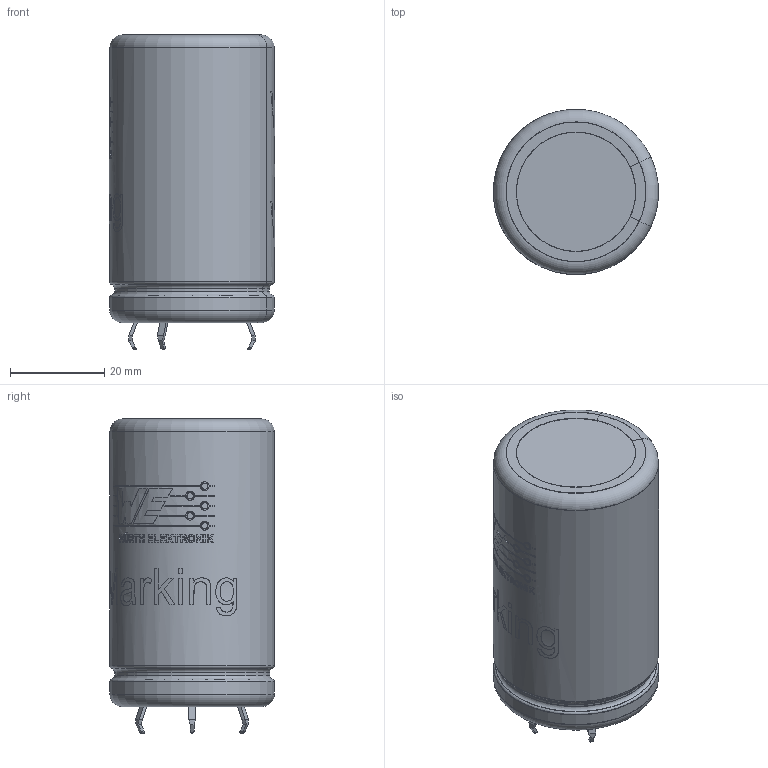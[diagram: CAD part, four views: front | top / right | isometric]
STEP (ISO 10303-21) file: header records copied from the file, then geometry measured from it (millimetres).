
FILE_DESCRIPTION(/* description */ ('Unknown','CAx-IF Rec.Pracs.---Representation and Presentation of Product Manufacturing Information (PMI)---4.0---2014-10-13','CAx-IF Rec.Pracs.---3D Tessellated Geometry---0.4---2014-09-14','2;1'),/* implementation_level */ '2;1');
FILE_NAME(/* name */ 'CP_Wurth_WCAP-SISC-P24.3D35L61',/* time_stamp */ '2025-01-09T15:09:14+08:00',/* author */ ('Unknown'),/* organization */ ('Unknown'),/* preprocessor_version */ 'ST-DEVELOPER v16.7',/* originating_system */ 'Solid Edge',/* authorisation */ 'Unknown');
FILE_SCHEMA (('AP242_MANAGED_MODEL_BASED_3D_ENGINEERING_MIM_LF { 1 0 10303 442 1 1 4 }'));
Length unit declared in the file: metre
Products named in the file (2): CP_Wurth_WCAP-SISC-P24.3D35L61
Assembly tree (1 placements, depth 2):
  CP_Wurth_WCAP-SISC-P24.3D35L61
    CP_Wurth_WCAP-SISC-P24.3D35L61
Bounding box: 34.99 x 34.92 x 66.6 mm (x, y, z)
Volume: 56845.3 mm3; surface area: 23816 mm2
Topology: 3 solids, 4 shells, 512 faces, 1298 edges, 850 vertices
Faces by surface type: plane 323, cylinder 104, bspline 60, torus 25
Full cylindrical faces by diameter (mm): 4.4 x4, 25.278 x1, 26.999 x1, 29.644 x1, 31 x1, 32.725 x1, 32.745 x1, 34.78 x2, 34.8 x2
Entity records: 26125 total; most frequent: CARTESIAN_POINT 10467, ORIENTED_EDGE 2512, DIRECTION 2402, EDGE_CURVE 1256, AXIS2_PLACEMENT_3D 878, VERTEX_POINT 843, LINE 646, VECTOR 646
